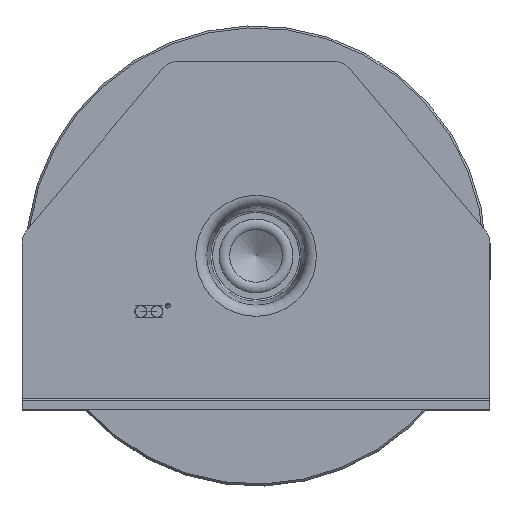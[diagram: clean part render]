
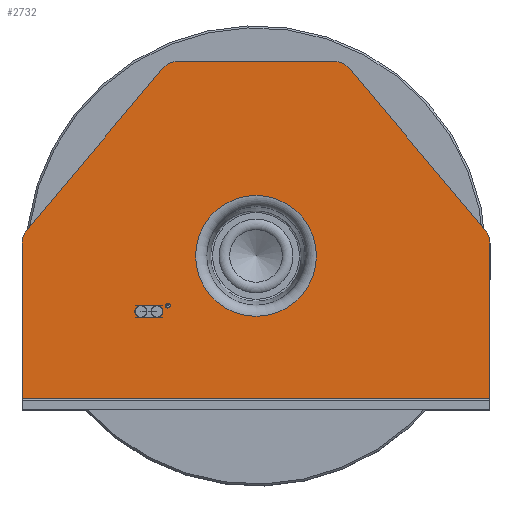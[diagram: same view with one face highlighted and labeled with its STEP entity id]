
A CAD part, top view. The second image highlights one B-rep face of the part: STEP entity #2732.
In plain terms, the highlighted planar face has unit normal (0, 0, 1).
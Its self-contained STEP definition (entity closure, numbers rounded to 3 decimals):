
#173=FACE_BOUND('',#552,.T.);
#174=FACE_BOUND('',#553,.T.);
#175=FACE_BOUND('',#554,.T.);
#231=PLANE('',#3189);
#367=FACE_OUTER_BOUND('',#551,.T.);
#551=EDGE_LOOP('',(#2397,#2398,#2399,#2400,#2401,#2402,#2403,#2404,#2405,
#2406,#2407,#2408));
#552=EDGE_LOOP('',(#2409,#2410,#2411,#2412,#2413,#2414,#2415,#2416,#2417,
#2418,#2419,#2420));
#553=EDGE_LOOP('',(#2421));
#554=EDGE_LOOP('',(#2422,#2423));
#692=LINE('',#4765,#866);
#697=LINE('',#4779,#871);
#700=LINE('',#4785,#874);
#703=LINE('',#4791,#877);
#706=LINE('',#4797,#880);
#709=LINE('',#4803,#883);
#713=LINE('',#4815,#887);
#716=LINE('',#4821,#890);
#719=LINE('',#4827,#893);
#722=LINE('',#4832,#896);
#726=LINE('',#4853,#900);
#727=LINE('',#4857,#901);
#728=LINE('',#4861,#902);
#729=LINE('',#4865,#903);
#730=LINE('',#4867,#904);
#731=LINE('',#4869,#905);
#732=LINE('',#4871,#906);
#733=LINE('',#4872,#907);
#866=VECTOR('',#3904,10.);
#871=VECTOR('',#3917,10.);
#874=VECTOR('',#3922,10.);
#877=VECTOR('',#3927,10.);
#880=VECTOR('',#3932,10.);
#883=VECTOR('',#3937,10.);
#887=VECTOR('',#3949,10.);
#890=VECTOR('',#3954,10.);
#893=VECTOR('',#3959,10.);
#896=VECTOR('',#3964,10.);
#900=VECTOR('',#3988,10.);
#901=VECTOR('',#3991,10.);
#902=VECTOR('',#3994,10.);
#903=VECTOR('',#3997,10.);
#904=VECTOR('',#3998,10.);
#905=VECTOR('',#3999,10.);
#906=VECTOR('',#4000,10.);
#907=VECTOR('',#4001,10.);
#1105=CIRCLE('',#3167,1.55);
#1107=CIRCLE('',#3175,1.55);
#1111=CIRCLE('',#3186,0.625);
#1113=CIRCLE('',#3190,5.);
#1114=CIRCLE('',#3191,5.);
#1115=CIRCLE('',#3192,5.);
#1116=CIRCLE('',#3193,5.);
#1117=CIRCLE('',#3194,15.5);
#1118=CIRCLE('',#3195,15.5);
#1361=VERTEX_POINT('',#4763);
#1362=VERTEX_POINT('',#4764);
#1365=VERTEX_POINT('',#4772);
#1367=VERTEX_POINT('',#4778);
#1369=VERTEX_POINT('',#4784);
#1371=VERTEX_POINT('',#4790);
#1373=VERTEX_POINT('',#4796);
#1375=VERTEX_POINT('',#4802);
#1377=VERTEX_POINT('',#4808);
#1379=VERTEX_POINT('',#4814);
#1381=VERTEX_POINT('',#4820);
#1383=VERTEX_POINT('',#4826);
#1387=VERTEX_POINT('',#4842);
#1389=VERTEX_POINT('',#4849);
#1390=VERTEX_POINT('',#4850);
#1391=VERTEX_POINT('',#4852);
#1392=VERTEX_POINT('',#4854);
#1393=VERTEX_POINT('',#4856);
#1394=VERTEX_POINT('',#4858);
#1395=VERTEX_POINT('',#4860);
#1396=VERTEX_POINT('',#4862);
#1397=VERTEX_POINT('',#4864);
#1398=VERTEX_POINT('',#4866);
#1399=VERTEX_POINT('',#4868);
#1400=VERTEX_POINT('',#4870);
#1401=VERTEX_POINT('',#4873);
#1402=VERTEX_POINT('',#4874);
#1708=EDGE_CURVE('',#1361,#1362,#692,.T.);
#1712=EDGE_CURVE('',#1365,#1361,#1105,.T.);
#1715=EDGE_CURVE('',#1367,#1365,#697,.T.);
#1718=EDGE_CURVE('',#1369,#1367,#700,.T.);
#1721=EDGE_CURVE('',#1371,#1369,#703,.T.);
#1724=EDGE_CURVE('',#1373,#1371,#706,.T.);
#1727=EDGE_CURVE('',#1375,#1373,#709,.T.);
#1730=EDGE_CURVE('',#1377,#1375,#1107,.T.);
#1733=EDGE_CURVE('',#1379,#1377,#713,.T.);
#1736=EDGE_CURVE('',#1381,#1379,#716,.T.);
#1739=EDGE_CURVE('',#1383,#1381,#719,.T.);
#1742=EDGE_CURVE('',#1362,#1383,#722,.T.);
#1747=EDGE_CURVE('',#1387,#1387,#1111,.T.);
#1750=EDGE_CURVE('',#1389,#1390,#1113,.T.);
#1751=EDGE_CURVE('',#1391,#1389,#726,.T.);
#1752=EDGE_CURVE('',#1392,#1391,#1114,.T.);
#1753=EDGE_CURVE('',#1393,#1392,#727,.T.);
#1754=EDGE_CURVE('',#1394,#1393,#1115,.T.);
#1755=EDGE_CURVE('',#1395,#1394,#728,.T.);
#1756=EDGE_CURVE('',#1396,#1395,#1116,.T.);
#1757=EDGE_CURVE('',#1397,#1396,#729,.T.);
#1758=EDGE_CURVE('',#1398,#1397,#730,.T.);
#1759=EDGE_CURVE('',#1399,#1398,#731,.T.);
#1760=EDGE_CURVE('',#1400,#1399,#732,.T.);
#1761=EDGE_CURVE('',#1390,#1400,#733,.T.);
#1762=EDGE_CURVE('',#1401,#1402,#1117,.T.);
#1763=EDGE_CURVE('',#1402,#1401,#1118,.T.);
#2397=ORIENTED_EDGE('',*,*,#1750,.F.);
#2398=ORIENTED_EDGE('',*,*,#1751,.F.);
#2399=ORIENTED_EDGE('',*,*,#1752,.F.);
#2400=ORIENTED_EDGE('',*,*,#1753,.F.);
#2401=ORIENTED_EDGE('',*,*,#1754,.F.);
#2402=ORIENTED_EDGE('',*,*,#1755,.F.);
#2403=ORIENTED_EDGE('',*,*,#1756,.F.);
#2404=ORIENTED_EDGE('',*,*,#1757,.F.);
#2405=ORIENTED_EDGE('',*,*,#1758,.F.);
#2406=ORIENTED_EDGE('',*,*,#1759,.F.);
#2407=ORIENTED_EDGE('',*,*,#1760,.F.);
#2408=ORIENTED_EDGE('',*,*,#1761,.F.);
#2409=ORIENTED_EDGE('',*,*,#1708,.T.);
#2410=ORIENTED_EDGE('',*,*,#1742,.T.);
#2411=ORIENTED_EDGE('',*,*,#1739,.T.);
#2412=ORIENTED_EDGE('',*,*,#1736,.T.);
#2413=ORIENTED_EDGE('',*,*,#1733,.T.);
#2414=ORIENTED_EDGE('',*,*,#1730,.T.);
#2415=ORIENTED_EDGE('',*,*,#1727,.T.);
#2416=ORIENTED_EDGE('',*,*,#1724,.T.);
#2417=ORIENTED_EDGE('',*,*,#1721,.T.);
#2418=ORIENTED_EDGE('',*,*,#1718,.T.);
#2419=ORIENTED_EDGE('',*,*,#1715,.T.);
#2420=ORIENTED_EDGE('',*,*,#1712,.T.);
#2421=ORIENTED_EDGE('',*,*,#1747,.T.);
#2422=ORIENTED_EDGE('',*,*,#1762,.T.);
#2423=ORIENTED_EDGE('',*,*,#1763,.T.);
#2732=ADVANCED_FACE('',(#367,#173,#174,#175),#231,.T.);
#3167=AXIS2_PLACEMENT_3D('',#4773,#3910,#3911);
#3175=AXIS2_PLACEMENT_3D('',#4809,#3942,#3943);
#3186=AXIS2_PLACEMENT_3D('',#4843,#3977,#3978);
#3189=AXIS2_PLACEMENT_3D('',#4848,#3984,#3985);
#3190=AXIS2_PLACEMENT_3D('',#4851,#3986,#3987);
#3191=AXIS2_PLACEMENT_3D('',#4855,#3989,#3990);
#3192=AXIS2_PLACEMENT_3D('',#4859,#3992,#3993);
#3193=AXIS2_PLACEMENT_3D('',#4863,#3995,#3996);
#3194=AXIS2_PLACEMENT_3D('',#4875,#4002,#4003);
#3195=AXIS2_PLACEMENT_3D('',#4876,#4004,#4005);
#3904=DIRECTION('',(1.,0.,0.));
#3910=DIRECTION('center_axis',(0.,0.,-1.));
#3911=DIRECTION('ref_axis',(0.352,-0.936,0.));
#3917=DIRECTION('',(-1.,0.,0.));
#3922=DIRECTION('',(0.,-1.,0.));
#3927=DIRECTION('',(1.,0.,0.));
#3932=DIRECTION('',(0.,1.,0.));
#3937=DIRECTION('',(-1.,0.,0.));
#3942=DIRECTION('center_axis',(0.,0.,-1.));
#3943=DIRECTION('ref_axis',(-0.352,0.936,0.));
#3949=DIRECTION('',(1.,0.,0.));
#3954=DIRECTION('',(0.,1.,0.));
#3959=DIRECTION('',(-1.,0.,0.));
#3964=DIRECTION('',(0.,-1.,0.));
#3977=DIRECTION('center_axis',(0.,0.,-1.));
#3978=DIRECTION('ref_axis',(-1.,0.,0.));
#3984=DIRECTION('center_axis',(0.,0.,1.));
#3985=DIRECTION('ref_axis',(1.,0.,0.));
#3986=DIRECTION('center_axis',(0.,0.,-1.));
#3987=DIRECTION('ref_axis',(0.94,0.342,0.));
#3988=DIRECTION('',(0.643,-0.766,0.));
#3989=DIRECTION('center_axis',(0.,0.,-1.));
#3990=DIRECTION('ref_axis',(0.423,0.906,0.));
#3991=DIRECTION('',(1.,0.,0.));
#3992=DIRECTION('center_axis',(0.,0.,-1.));
#3993=DIRECTION('ref_axis',(-0.423,0.906,0.));
#3994=DIRECTION('',(0.643,0.766,0.));
#3995=DIRECTION('center_axis',(0.,0.,-1.));
#3996=DIRECTION('ref_axis',(-0.94,0.342,0.));
#3997=DIRECTION('',(0.,1.,0.));
#3998=DIRECTION('',(0.,1.,0.));
#3999=DIRECTION('',(-1.,0.,0.));
#4000=DIRECTION('',(0.,-1.,0.));
#4001=DIRECTION('',(0.,-1.,0.));
#4002=DIRECTION('center_axis',(0.,0.,-1.));
#4003=DIRECTION('ref_axis',(1.,0.,0.));
#4004=DIRECTION('center_axis',(0.,0.,-1.));
#4005=DIRECTION('ref_axis',(1.,0.,0.));
#4763=CARTESIAN_POINT('',(-24.857,-20.5,2.5));
#4764=CARTESIAN_POINT('',(-23.902,-20.5,2.5));
#4765=CARTESIAN_POINT('',(-12.429,-20.5,2.5));
#4772=CARTESIAN_POINT('',(-24.857,-17.599,2.5));
#4773=CARTESIAN_POINT('Origin',(-25.402,-19.05,2.5));
#4778=CARTESIAN_POINT('',(-23.902,-17.599,2.5));
#4779=CARTESIAN_POINT('',(-11.951,-17.599,2.5));
#4784=CARTESIAN_POINT('',(-23.902,-17.5,2.5));
#4785=CARTESIAN_POINT('',(-23.902,-12.269,2.5));
#4790=CARTESIAN_POINT('',(-31.,-17.5,2.5));
#4791=CARTESIAN_POINT('',(-15.5,-17.5,2.5));
#4796=CARTESIAN_POINT('',(-31.,-17.599,2.5));
#4797=CARTESIAN_POINT('',(-31.,-12.318,2.5));
#4802=CARTESIAN_POINT('',(-30.045,-17.599,2.5));
#4803=CARTESIAN_POINT('',(-15.022,-17.599,2.5));
#4808=CARTESIAN_POINT('',(-30.045,-20.5,2.5));
#4809=CARTESIAN_POINT('Origin',(-29.5,-19.05,2.5));
#4814=CARTESIAN_POINT('',(-31.,-20.5,2.5));
#4815=CARTESIAN_POINT('',(-15.5,-20.5,2.5));
#4820=CARTESIAN_POINT('',(-31.,-20.599,2.5));
#4821=CARTESIAN_POINT('',(-31.,-13.818,2.5));
#4826=CARTESIAN_POINT('',(-23.902,-20.599,2.5));
#4827=CARTESIAN_POINT('',(-11.951,-20.599,2.5));
#4832=CARTESIAN_POINT('',(-23.902,-13.769,2.5));
#4842=CARTESIAN_POINT('',(-21.987,-17.55,2.5));
#4843=CARTESIAN_POINT('Origin',(-22.612,-17.55,2.5));
#4848=CARTESIAN_POINT('Origin',(0.,-7.037,
2.5));
#4849=CARTESIAN_POINT('',(58.83,1.703,2.5));
#4850=CARTESIAN_POINT('',(60.,-1.511,2.5));
#4851=CARTESIAN_POINT('Origin',(55.,-1.511,2.5));
#4852=CARTESIAN_POINT('',(23.999,43.214,2.5));
#4853=CARTESIAN_POINT('',(60.,0.309,2.5));
#4854=CARTESIAN_POINT('',(20.168,45.,2.5));
#4855=CARTESIAN_POINT('Origin',(20.168,40.,2.5));
#4856=CARTESIAN_POINT('',(-20.168,45.,2.5));
#4857=CARTESIAN_POINT('',(22.5,45.,2.5));
#4858=CARTESIAN_POINT('',(-23.999,43.214,2.5));
#4859=CARTESIAN_POINT('Origin',(-20.168,40.,2.5));
#4860=CARTESIAN_POINT('',(-58.83,1.703,2.5));
#4861=CARTESIAN_POINT('',(-22.5,45.,2.5));
#4862=CARTESIAN_POINT('',(-60.,-1.511,2.5));
#4863=CARTESIAN_POINT('Origin',(-55.,-1.511,2.5));
#4864=CARTESIAN_POINT('',(-60.,-39.3,2.5));
#4865=CARTESIAN_POINT('',(-60.,0.309,2.5));
#4866=CARTESIAN_POINT('',(-60.,-41.4,2.5));
#4867=CARTESIAN_POINT('',(-60.,-41.6,2.5));
#4868=CARTESIAN_POINT('',(60.,-41.4,2.5));
#4869=CARTESIAN_POINT('',(60.,-41.4,2.5));
#4870=CARTESIAN_POINT('',(60.,-39.3,2.5));
#4871=CARTESIAN_POINT('',(60.,-42.85,2.5));
#4872=CARTESIAN_POINT('',(60.,-44.3,2.5));
#4873=CARTESIAN_POINT('',(15.5,-4.8,2.5));
#4874=CARTESIAN_POINT('',(-15.5,-4.8,2.5));
#4875=CARTESIAN_POINT('Origin',(0.,-4.8,2.5));
#4876=CARTESIAN_POINT('Origin',(0.,-4.8,2.5));
